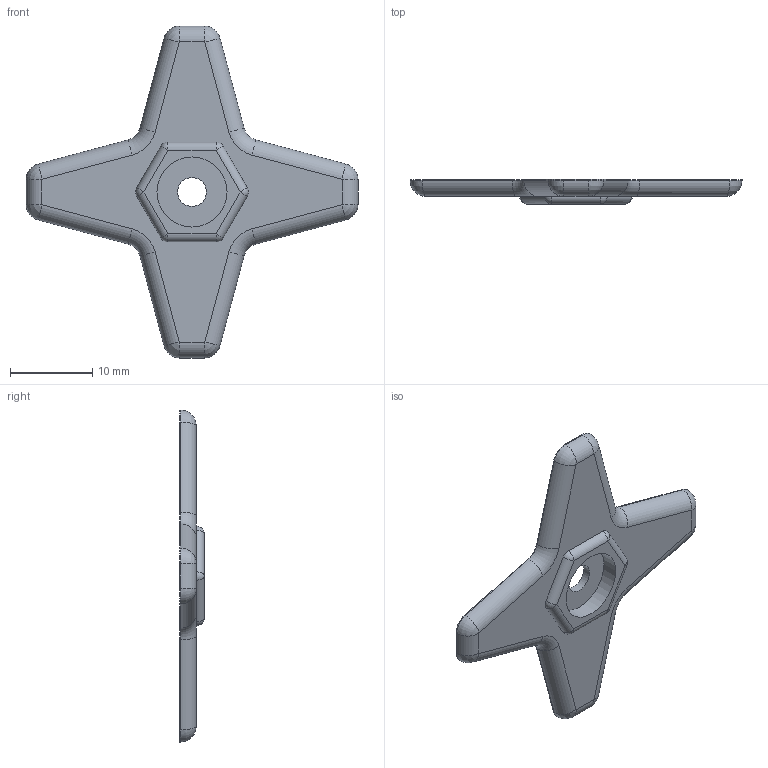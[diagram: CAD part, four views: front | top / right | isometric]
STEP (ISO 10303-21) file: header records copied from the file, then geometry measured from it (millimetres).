
FILE_DESCRIPTION(('FreeCAD Model'),'2;1');
FILE_NAME('Evolution_tapa_rueda.step','2015-03-17T14:16:54',( 'Author'),(''),'Open CASCADE STEP processor 6.7','FreeCAD','Unknown' );
FILE_SCHEMA(('AUTOMOTIVE_DESIGN_CC2 { 1 2 10303 214 -1 1 5 4 }'));
Length unit declared in the file: millimetre
Products named in the file (1): Tapa_Rueda_1
Bounding box: 40.29 x 3 x 40.29 mm (x, y, z)
Volume: 1282 mm3; surface area: 1609.1 mm2
Topology: 1 solids, 1 shells, 66 faces, 162 edges, 94 vertices
Faces by surface type: cylinder 32, plane 16, revolution 8, sphere 6, torus 4
Full cylindrical faces by diameter (mm): 3.5 x1, 8.5 x1
Entity records: 4033 total; most frequent: CARTESIAN_POINT 905, DIRECTION 586, ORIENTED_EDGE 312, PCURVE 312, DEFINITIONAL_REPRESENTATION 312, LINE 280, VECTOR 280, EDGE_CURVE 156
